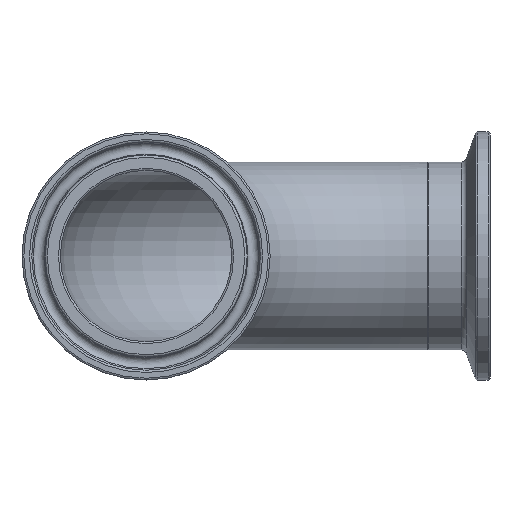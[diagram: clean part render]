
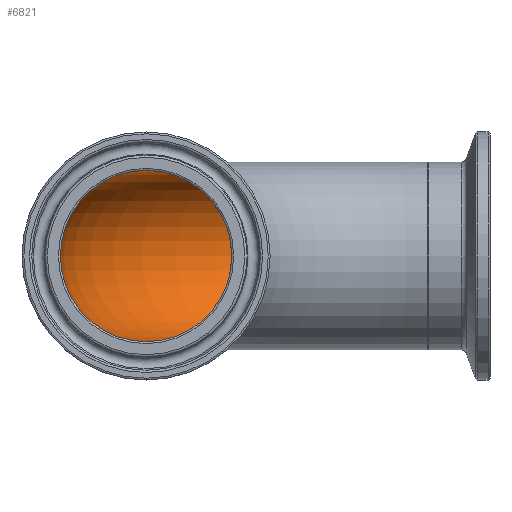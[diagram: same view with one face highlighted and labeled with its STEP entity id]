
A CAD part, front view. The second image highlights one B-rep face of the part: STEP entity #6821.
In plain terms, the highlighted toroidal (fillet/blend) face has major radius 57.15 mm and minor radius 17.399 mm.
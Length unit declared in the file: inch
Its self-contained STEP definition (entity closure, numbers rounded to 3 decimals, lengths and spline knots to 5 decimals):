
#29=CIRCLE('',#7041,0.685);
#30=CIRCLE('',#7042,0.685);
#103=FACE_BOUND('',#1907,.T.);
#1477=FACE_OUTER_BOUND('',#1906,.T.);
#1906=EDGE_LOOP('',(#6274));
#1907=EDGE_LOOP('',(#6275));
#3281=VERTEX_POINT('',#15464);
#3282=VERTEX_POINT('',#15466);
#4293=EDGE_CURVE('',#3281,#3281,#29,.T.);
#4294=EDGE_CURVE('',#3282,#3282,#30,.T.);
#6274=ORIENTED_EDGE('',*,*,#4293,.F.);
#6275=ORIENTED_EDGE('',*,*,#4294,.F.);
#6385=TOROIDAL_SURFACE('',#7040,2.25,0.685);
#6821=ADVANCED_FACE('',(#1477,#103),#6385,.F.);
#7040=AXIS2_PLACEMENT_3D('',#15463,#7796,#7797);
#7041=AXIS2_PLACEMENT_3D('',#15465,#7798,#7799);
#7042=AXIS2_PLACEMENT_3D('',#15467,#7800,#7801);
#7796=DIRECTION('center_axis',(0.,0.,
-1.));
#7797=DIRECTION('ref_axis',(-1.,0.,0.));
#7798=DIRECTION('center_axis',(-1.,0.,0.));
#7799=DIRECTION('ref_axis',(0.,1.,0.));
#7800=DIRECTION('center_axis',(0.,1.,0.));
#7801=DIRECTION('ref_axis',(-1.,0.,0.));
#15463=CARTESIAN_POINT('Origin',(5.005,0.,-2.25));
#15464=CARTESIAN_POINT('',(5.005,2.935,-2.25));
#15465=CARTESIAN_POINT('Origin',(5.005,2.25,-2.25));
#15466=CARTESIAN_POINT('',(2.07,0.,-2.25));
#15467=CARTESIAN_POINT('Origin',(2.755,0.,-2.25));
